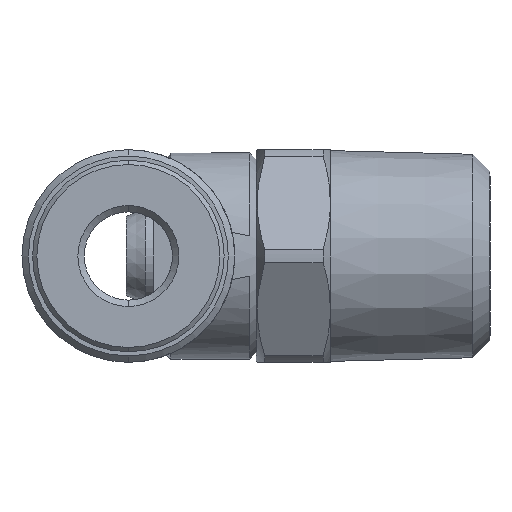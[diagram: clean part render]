
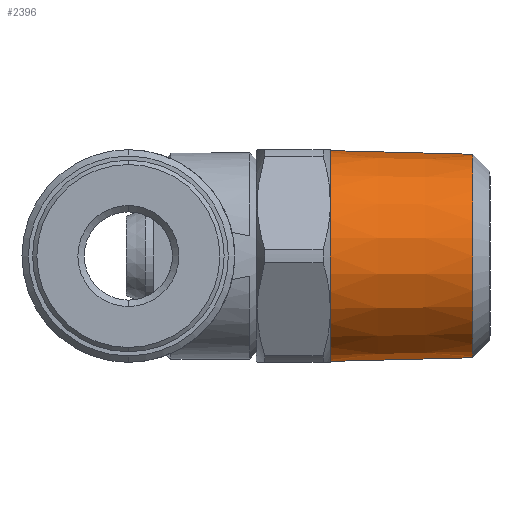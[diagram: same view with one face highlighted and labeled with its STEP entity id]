
A CAD part, left-side view. The second image highlights one B-rep face of the part: STEP entity #2396.
In plain terms, the highlighted conical face has half-angle 1.47 degrees and reference radius 4.954 mm.
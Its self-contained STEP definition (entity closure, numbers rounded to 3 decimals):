
#62 = VERTEX_POINT ( 'NONE', #1327 ) ;
#67 = VERTEX_POINT ( 'NONE', #1295 ) ;
#121 = VERTEX_POINT ( 'NONE', #1348 ) ;
#177 = VERTEX_POINT ( 'NONE', #1386 ) ;
#332 = EDGE_CURVE ( 'NONE', #62, #177, #1548, .T. ) ;
#412 = EDGE_CURVE ( 'NONE', #67, #177, #1101, .T. ) ;
#415 = EDGE_CURVE ( 'NONE', #121, #62, #1100, .T. ) ;
#428 = EDGE_CURVE ( 'NONE', #121, #67, #1524, .T. ) ;
#547 = EDGE_LOOP ( 'NONE', ( #831, #935, #800, #931 ) ) ;
#800 = ORIENTED_EDGE ( 'NONE', *, *, #428, .T. ) ;
#831 = ORIENTED_EDGE ( 'NONE', *, *, #332, .F. ) ;
#931 = ORIENTED_EDGE ( 'NONE', *, *, #412, .T. ) ;
#935 = ORIENTED_EDGE ( 'NONE', *, *, #415, .F. ) ;
#1097 = AXIS2_PLACEMENT_3D ( 'NONE', #1918, #1919, #1920 ) ;
#1100 = CIRCLE ( 'NONE', #1582, 4.782 ) ;
#1101 = CIRCLE ( 'NONE', #1097, 4.954 ) ;
#1295 = CARTESIAN_POINT ( 'NONE',  ( 0., -9.5, 4.954 ) ) ;
#1327 = CARTESIAN_POINT ( 'NONE',  ( 0., -16.2, -4.782 ) ) ;
#1348 = CARTESIAN_POINT ( 'NONE',  ( 0., -16.2, 4.782 ) ) ;
#1386 = CARTESIAN_POINT ( 'NONE',  ( 0., -9.5, -4.954 ) ) ;
#1524 = LINE ( 'NONE', #1975, #2187 ) ;
#1548 = LINE ( 'NONE', #3500, #3103 ) ;
#1582 = AXIS2_PLACEMENT_3D ( 'NONE', #1926, #1927, #1928 ) ;
#1918 = CARTESIAN_POINT ( 'NONE',  ( 0., -9.5, 0. ) ) ;
#1919 = DIRECTION ( 'NONE',  ( 0., -1., 0. ) ) ;
#1920 = DIRECTION ( 'NONE',  ( 0., 0., -1. ) ) ;
#1926 = CARTESIAN_POINT ( 'NONE',  ( 0., -16.2, 0. ) ) ;
#1927 = DIRECTION ( 'NONE',  ( 0., -1., 0. ) ) ;
#1928 = DIRECTION ( 'NONE',  ( 0., 0., -1. ) ) ;
#1975 = CARTESIAN_POINT ( 'NONE',  ( 0., -9.5, 4.954 ) ) ;
#1976 = DIRECTION ( 'NONE',  ( 0., 1., 0.026 ) ) ;
#2187 = VECTOR ( 'NONE', #1976, 1000. ) ;
#2264 = CARTESIAN_POINT ( 'NONE',  ( 0., -9.5, 0. ) ) ;
#2265 = DIRECTION ( 'NONE',  ( 0., 1., 0. ) ) ;
#2266 = DIRECTION ( 'NONE',  ( 0., 0., 1. ) ) ;
#2396 = ADVANCED_FACE ( 'NONE', ( #3043 ), #3357, .T. ) ;
#3043 = FACE_OUTER_BOUND ( 'NONE', #547, .T. ) ;
#3103 = VECTOR ( 'NONE', #3499, 1000. ) ;
#3303 = AXIS2_PLACEMENT_3D ( 'NONE', #2264, #2265, #2266 ) ;
#3357 = CONICAL_SURFACE ( 'NONE', #3303, 4.954, 0.026 ) ;
#3499 = DIRECTION ( 'NONE',  ( 0., 1., -0.026 ) ) ;
#3500 = CARTESIAN_POINT ( 'NONE',  ( 0., -9.5, -4.954 ) ) ;
